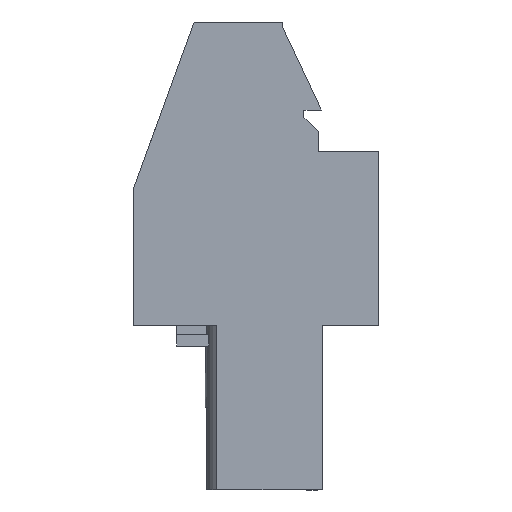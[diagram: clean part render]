
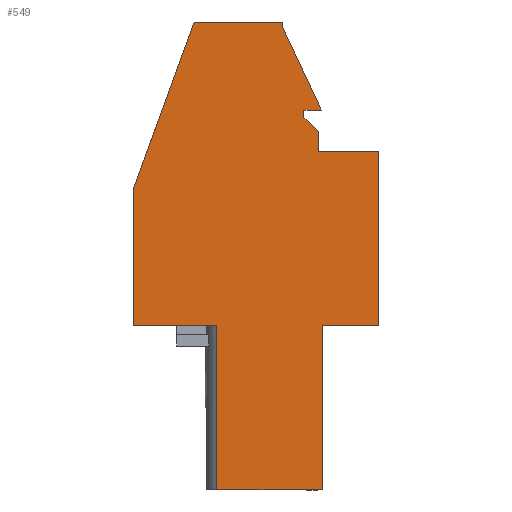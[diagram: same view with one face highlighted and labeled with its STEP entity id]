
A CAD part, left-side view. The second image highlights one B-rep face of the part: STEP entity #549.
In plain terms, the highlighted planar face has unit normal (-1, 0, 0).
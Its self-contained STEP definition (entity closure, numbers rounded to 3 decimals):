
#433=AXIS2_PLACEMENT_3D('Plane Axis2P3D',#430,#431,#432) ;
#49=CARTESIAN_POINT('Vertex',(0.,2.711,7.95)) ;
#52=CARTESIAN_POINT('Line Origine',(0.,2.711,3.975)) ;
#56=CARTESIAN_POINT('Vertex',(0.,2.711,0.)) ;
#107=CARTESIAN_POINT('Line Origine',(0.,1.356,7.95)) ;
#111=CARTESIAN_POINT('Vertex',(0.,0.,7.95)) ;
#430=CARTESIAN_POINT('Axis2P3D Location',(0.,12.132,0.)) ;
#435=CARTESIAN_POINT('Line Origine',(0.,5.261,0.)) ;
#439=CARTESIAN_POINT('Vertex',(0.,7.811,0.)) ;
#442=CARTESIAN_POINT('Line Origine',(0.,0.,12.15)) ;
#446=CARTESIAN_POINT('Vertex',(0.,0.,16.35)) ;
#449=CARTESIAN_POINT('Line Origine',(0.,1.45,16.35)) ;
#453=CARTESIAN_POINT('Vertex',(0.,2.9,16.35)) ;
#456=CARTESIAN_POINT('Line Origine',(0.,2.9,16.825)) ;
#460=CARTESIAN_POINT('Vertex',(0.,2.9,17.3)) ;
#463=CARTESIAN_POINT('Line Origine',(0.,3.25,17.65)) ;
#467=CARTESIAN_POINT('Vertex',(0.,3.6,18.)) ;
#470=CARTESIAN_POINT('Line Origine',(0.,3.6,18.175)) ;
#474=CARTESIAN_POINT('Vertex',(0.,3.6,18.35)) ;
#477=CARTESIAN_POINT('Line Origine',(0.,3.18,18.35)) ;
#481=CARTESIAN_POINT('Vertex',(0.,2.76,18.35)) ;
#484=CARTESIAN_POINT('Line Origine',(0.,3.704,20.375)) ;
#488=CARTESIAN_POINT('Vertex',(0.,4.649,22.4)) ;
#491=CARTESIAN_POINT('Line Origine',(0.,4.649,22.5)) ;
#495=CARTESIAN_POINT('Vertex',(0.,4.649,22.6)) ;
#498=CARTESIAN_POINT('Line Origine',(0.,6.778,22.6)) ;
#502=CARTESIAN_POINT('Vertex',(0.,8.908,22.6)) ;
#505=CARTESIAN_POINT('Line Origine',(0.,10.369,18.586)) ;
#509=CARTESIAN_POINT('Vertex',(0.,11.83,14.572)) ;
#512=CARTESIAN_POINT('Line Origine',(0.,11.83,11.261)) ;
#516=CARTESIAN_POINT('Vertex',(0.,11.83,7.95)) ;
#519=CARTESIAN_POINT('Line Origine',(0.,9.821,7.95)) ;
#523=CARTESIAN_POINT('Vertex',(0.,7.811,7.95)) ;
#526=CARTESIAN_POINT('Line Origine',(0.,7.811,3.975)) ;
#53=DIRECTION('Vector Direction',(0.,0.,1.)) ;
#108=DIRECTION('Vector Direction',(0.,1.,0.)) ;
#431=DIRECTION('Axis2P3D Direction',(-1.,0.,0.)) ;
#432=DIRECTION('Axis2P3D XDirection',(0.,-1.,0.)) ;
#436=DIRECTION('Vector Direction',(0.,1.,0.)) ;
#443=DIRECTION('Vector Direction',(0.,0.,1.)) ;
#450=DIRECTION('Vector Direction',(0.,1.,0.)) ;
#457=DIRECTION('Vector Direction',(0.,0.,1.)) ;
#464=DIRECTION('Vector Direction',(0.,0.707,0.707)) ;
#471=DIRECTION('Vector Direction',(0.,0.,1.)) ;
#478=DIRECTION('Vector Direction',(0.,-1.,0.)) ;
#485=DIRECTION('Vector Direction',(0.,0.423,0.906)) ;
#492=DIRECTION('Vector Direction',(0.,0.,1.)) ;
#499=DIRECTION('Vector Direction',(0.,1.,0.)) ;
#506=DIRECTION('Vector Direction',(0.,0.342,-0.94)) ;
#513=DIRECTION('Vector Direction',(0.,0.,1.)) ;
#520=DIRECTION('Vector Direction',(0.,-1.,0.)) ;
#527=DIRECTION('Vector Direction',(0.,0.,-1.)) ;
#54=VECTOR('Line Direction',#53,1.) ;
#109=VECTOR('Line Direction',#108,1.) ;
#437=VECTOR('Line Direction',#436,1.) ;
#444=VECTOR('Line Direction',#443,1.) ;
#451=VECTOR('Line Direction',#450,1.) ;
#458=VECTOR('Line Direction',#457,1.) ;
#465=VECTOR('Line Direction',#464,1.) ;
#472=VECTOR('Line Direction',#471,1.) ;
#479=VECTOR('Line Direction',#478,1.) ;
#486=VECTOR('Line Direction',#485,1.) ;
#493=VECTOR('Line Direction',#492,1.) ;
#500=VECTOR('Line Direction',#499,1.) ;
#507=VECTOR('Line Direction',#506,1.) ;
#514=VECTOR('Line Direction',#513,1.) ;
#521=VECTOR('Line Direction',#520,1.) ;
#528=VECTOR('Line Direction',#527,1.) ;
#532=ORIENTED_EDGE('',*,*,#441,.T.) ;
#533=ORIENTED_EDGE('',*,*,#58,.T.) ;
#534=ORIENTED_EDGE('',*,*,#113,.T.) ;
#535=ORIENTED_EDGE('',*,*,#448,.T.) ;
#536=ORIENTED_EDGE('',*,*,#455,.T.) ;
#537=ORIENTED_EDGE('',*,*,#462,.T.) ;
#538=ORIENTED_EDGE('',*,*,#469,.T.) ;
#539=ORIENTED_EDGE('',*,*,#476,.T.) ;
#540=ORIENTED_EDGE('',*,*,#483,.T.) ;
#541=ORIENTED_EDGE('',*,*,#490,.T.) ;
#542=ORIENTED_EDGE('',*,*,#497,.T.) ;
#543=ORIENTED_EDGE('',*,*,#504,.T.) ;
#544=ORIENTED_EDGE('',*,*,#511,.T.) ;
#545=ORIENTED_EDGE('',*,*,#518,.T.) ;
#546=ORIENTED_EDGE('',*,*,#525,.F.) ;
#547=ORIENTED_EDGE('',*,*,#530,.T.) ;
#549=ADVANCED_FACE('HOUSING',(#548),#434,.T.) ;
#58=EDGE_CURVE('',#57,#50,#55,.T.) ;
#113=EDGE_CURVE('',#50,#112,#110,.F.) ;
#441=EDGE_CURVE('',#440,#57,#438,.F.) ;
#448=EDGE_CURVE('',#112,#447,#445,.T.) ;
#455=EDGE_CURVE('',#447,#454,#452,.T.) ;
#462=EDGE_CURVE('',#454,#461,#459,.T.) ;
#469=EDGE_CURVE('',#461,#468,#466,.T.) ;
#476=EDGE_CURVE('',#468,#475,#473,.T.) ;
#483=EDGE_CURVE('',#475,#482,#480,.T.) ;
#490=EDGE_CURVE('',#482,#489,#487,.T.) ;
#497=EDGE_CURVE('',#489,#496,#494,.T.) ;
#504=EDGE_CURVE('',#496,#503,#501,.T.) ;
#511=EDGE_CURVE('',#503,#510,#508,.T.) ;
#518=EDGE_CURVE('',#510,#517,#515,.F.) ;
#525=EDGE_CURVE('',#524,#517,#522,.F.) ;
#530=EDGE_CURVE('',#524,#440,#529,.T.) ;
#531=EDGE_LOOP('',(#532,#533,#534,#535,#536,#537,#538,#539,#540,#541,#542,#543,#544,#545,#546,#547)) ;
#548=FACE_OUTER_BOUND('',#531,.T.) ;
#55=LINE('Line',#52,#54) ;
#110=LINE('Line',#107,#109) ;
#438=LINE('Line',#435,#437) ;
#445=LINE('Line',#442,#444) ;
#452=LINE('Line',#449,#451) ;
#459=LINE('Line',#456,#458) ;
#466=LINE('Line',#463,#465) ;
#473=LINE('Line',#470,#472) ;
#480=LINE('Line',#477,#479) ;
#487=LINE('Line',#484,#486) ;
#494=LINE('Line',#491,#493) ;
#501=LINE('Line',#498,#500) ;
#508=LINE('Line',#505,#507) ;
#515=LINE('Line',#512,#514) ;
#522=LINE('Line',#519,#521) ;
#529=LINE('Line',#526,#528) ;
#434=PLANE('',#433) ;
#50=VERTEX_POINT('',#49) ;
#57=VERTEX_POINT('',#56) ;
#112=VERTEX_POINT('',#111) ;
#440=VERTEX_POINT('',#439) ;
#447=VERTEX_POINT('',#446) ;
#454=VERTEX_POINT('',#453) ;
#461=VERTEX_POINT('',#460) ;
#468=VERTEX_POINT('',#467) ;
#475=VERTEX_POINT('',#474) ;
#482=VERTEX_POINT('',#481) ;
#489=VERTEX_POINT('',#488) ;
#496=VERTEX_POINT('',#495) ;
#503=VERTEX_POINT('',#502) ;
#510=VERTEX_POINT('',#509) ;
#517=VERTEX_POINT('',#516) ;
#524=VERTEX_POINT('',#523) ;
